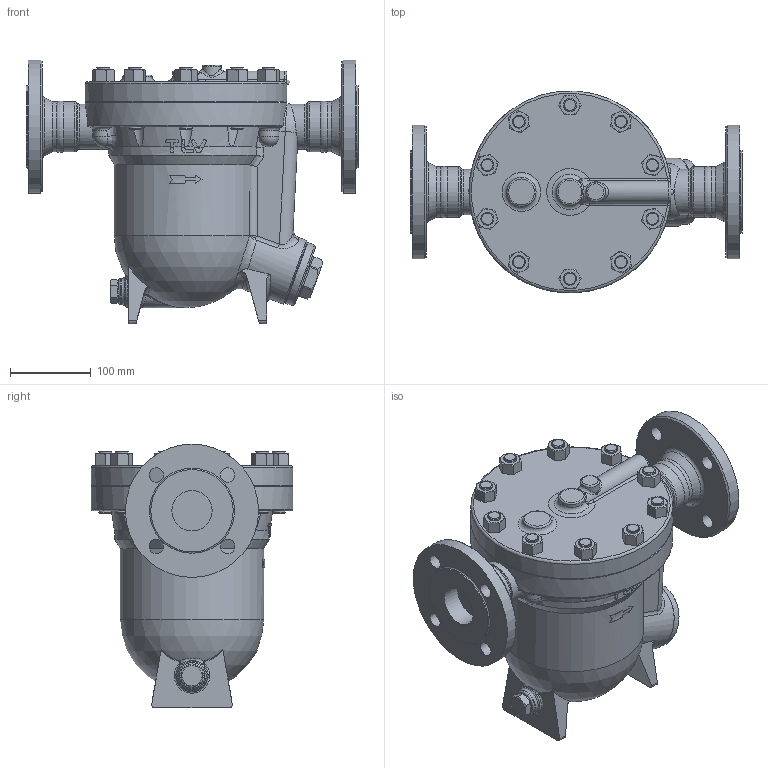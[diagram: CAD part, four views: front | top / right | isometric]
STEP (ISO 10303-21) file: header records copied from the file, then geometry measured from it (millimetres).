
FILE_DESCRIPTION(/* description */ (''),/* implementation_level */ '2;1');
FILE_NAME(/* name */ 'j72rx-050-e0040-00.stp',/* time_stamp */ '2019-05-31T16:35:13+09:00',/* author */ ('nakaot'),/* organization */ (''),/* preprocessor_version */ 'ST-DEVELOPER v15.6',/* originating_system */ 'Autodesk Inventor 2015',/* authorisation */ '');
FILE_SCHEMA (('AUTOMOTIVE_DESIGN { 1 0 10303 214 3 1 1 }'));
Length unit declared in the file: millimetre
Products named in the file (1): j72rx-050-e0040-00
Bounding box: 411 x 250 x 326.5 mm (x, y, z)
Volume: 9934452.4 mm3; surface area: 517458.6 mm2
Topology: 1 solids, 5 shells, 512 faces, 1216 edges, 752 vertices
Faces by surface type: plane 169, cylinder 130, cone 113, bspline 53, torus 41, sphere 6
Full cylindrical faces by diameter (mm): 13.835 x4, 16 x26, 18 x18, 24 x1, 26 x1, 32 x1, 50 x2, 56 x2, 62 x4, 78 x1, 80 x1, 84 x1, 102 x2, 150 x1, 165 x2, 250 x2
Entity records: 17666 total; most frequent: CARTESIAN_POINT 7214, ORIENTED_EDGE 2118, DIRECTION 2022, EDGE_CURVE 1059, AXIS2_PLACEMENT_3D 887, VERTEX_POINT 722, EDGE_LOOP 713, FACE_OUTER_BOUND 512
